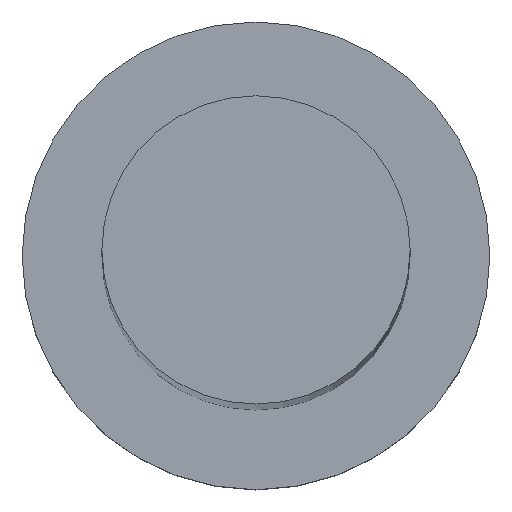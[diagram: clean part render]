
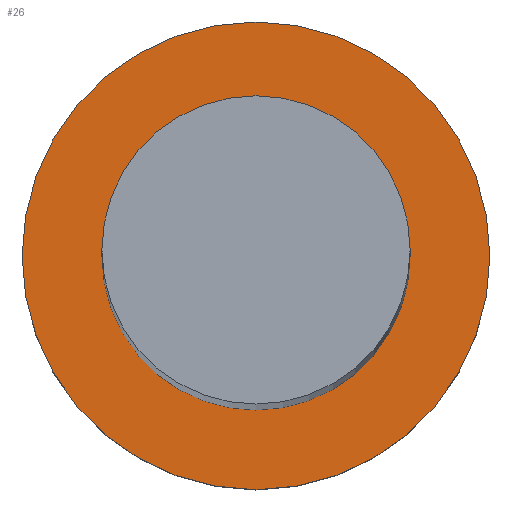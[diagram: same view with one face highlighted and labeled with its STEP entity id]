
A CAD part, top view. The second image highlights one B-rep face of the part: STEP entity #26.
In plain terms, the highlighted planar face has unit normal (0, 0, 1).
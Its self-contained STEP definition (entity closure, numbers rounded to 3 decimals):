
#2 = ORIENTED_EDGE ( 'NONE', *, *, #55, .T. ) ;
#3 = ORIENTED_EDGE ( 'NONE', *, *, #158, .F. ) ;
#5 = VERTEX_POINT ( 'NONE', #112 ) ;
#8 = EDGE_LOOP ( 'NONE', ( #28, #3 ) ) ;
#10 = CARTESIAN_POINT ( 'NONE',  ( 0., 0., 7. ) ) ;
#12 = DIRECTION ( 'NONE',  ( 0., 0., 1. ) ) ;
#20 = DIRECTION ( 'NONE',  ( 0., 0., 1. ) ) ;
#26 = ADVANCED_FACE ( 'NONE', ( #176, #174 ), #215, .T. ) ;
#28 = ORIENTED_EDGE ( 'NONE', *, *, #187, .F. ) ;
#44 = AXIS2_PLACEMENT_3D ( 'NONE', #10, #12, #75 ) ;
#48 = EDGE_LOOP ( 'NONE', ( #225, #2 ) ) ;
#53 = CARTESIAN_POINT ( 'NONE',  ( -7.25, 0., 7. ) ) ;
#54 = CIRCLE ( 'NONE', #199, 11. ) ;
#55 = EDGE_CURVE ( 'NONE', #144, #185, #232, .T. ) ;
#62 = CARTESIAN_POINT ( 'NONE',  ( -11., 0., 7. ) ) ;
#74 = CARTESIAN_POINT ( 'NONE',  ( 11., 0., 7. ) ) ;
#75 = DIRECTION ( 'NONE',  ( 1., 0., 0. ) ) ;
#84 = DIRECTION ( 'NONE',  ( 1., 0., 0. ) ) ;
#94 = DIRECTION ( 'NONE',  ( 1., 0., 0. ) ) ;
#100 = AXIS2_PLACEMENT_3D ( 'NONE', #102, #151, #117 ) ;
#102 = CARTESIAN_POINT ( 'NONE',  ( 0., 0., 7. ) ) ;
#105 = CARTESIAN_POINT ( 'NONE',  ( 0., 0., 7. ) ) ;
#112 = CARTESIAN_POINT ( 'NONE',  ( 7.25, 0., 7. ) ) ;
#115 = AXIS2_PLACEMENT_3D ( 'NONE', #105, #20, #84 ) ;
#117 = DIRECTION ( 'NONE',  ( 1., 0., 0. ) ) ;
#130 = DIRECTION ( 'NONE',  ( 1., 0., 0. ) ) ;
#131 = CIRCLE ( 'NONE', #115, 7.25 ) ;
#144 = VERTEX_POINT ( 'NONE', #74 ) ;
#149 = CARTESIAN_POINT ( 'NONE',  ( 0., 0., 7. ) ) ;
#150 = DIRECTION ( 'NONE',  ( 0., 0., 1. ) ) ;
#151 = DIRECTION ( 'NONE',  ( 0., 0., 1. ) ) ;
#153 = EDGE_CURVE ( 'NONE', #185, #144, #54, .T. ) ;
#158 = EDGE_CURVE ( 'NONE', #5, #164, #163, .T. ) ;
#163 = CIRCLE ( 'NONE', #100, 7.25 ) ;
#164 = VERTEX_POINT ( 'NONE', #53 ) ;
#174 = FACE_OUTER_BOUND ( 'NONE', #48, .T. ) ;
#176 = FACE_BOUND ( 'NONE', #8, .T. ) ;
#185 = VERTEX_POINT ( 'NONE', #62 ) ;
#187 = EDGE_CURVE ( 'NONE', #164, #5, #131, .T. ) ;
#194 = AXIS2_PLACEMENT_3D ( 'NONE', #149, #150, #130 ) ;
#199 = AXIS2_PLACEMENT_3D ( 'NONE', #250, #229, #94 ) ;
#215 = PLANE ( 'NONE',  #44 ) ;
#225 = ORIENTED_EDGE ( 'NONE', *, *, #153, .T. ) ;
#229 = DIRECTION ( 'NONE',  ( 0., 0., 1. ) ) ;
#232 = CIRCLE ( 'NONE', #194, 11. ) ;
#250 = CARTESIAN_POINT ( 'NONE',  ( 0., 0., 7. ) ) ;
